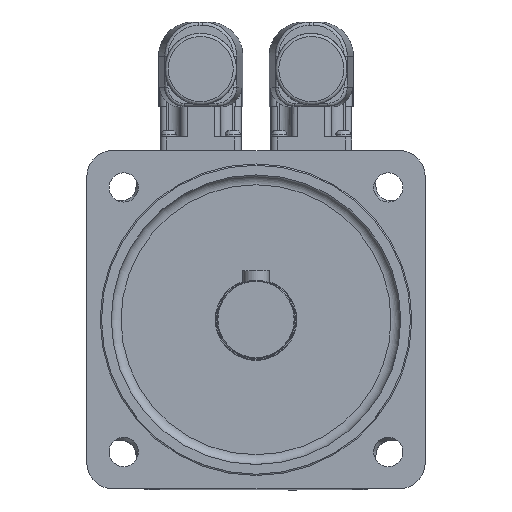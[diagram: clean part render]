
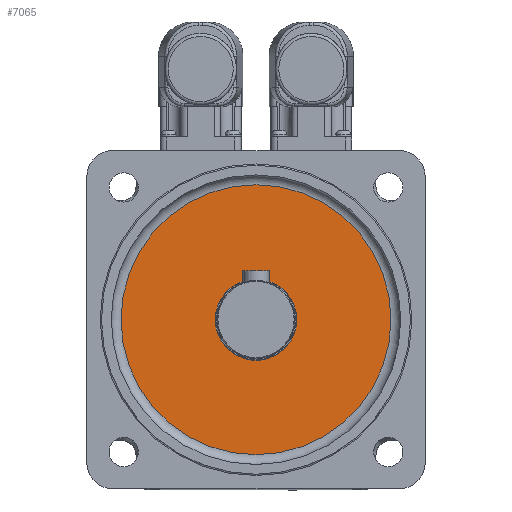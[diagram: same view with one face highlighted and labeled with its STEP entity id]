
A CAD part, top view. The second image highlights one B-rep face of the part: STEP entity #7065.
In plain terms, the highlighted planar face has unit normal (0, 0, 1).
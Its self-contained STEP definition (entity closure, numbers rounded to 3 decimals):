
#7038=CARTESIAN_POINT('',(0.,0.,-99.));
#7039=DIRECTION('',(0.0,0.0,-1.0));
#7040=DIRECTION('',(-1.0,0.0,0.0));
#7041=AXIS2_PLACEMENT_3D('',#7038,#7039,#7040);
#7042=PLANE('',#7041);
#7043=CARTESIAN_POINT('',(41.5,0.,-99.));
#7044=VERTEX_POINT('',#7043);
#7045=CARTESIAN_POINT('',(0.,0.,-99.));
#7046=DIRECTION('',(0.0,0.0,-1.0));
#7047=DIRECTION('',(-1.0,0.0,0.0));
#7048=AXIS2_PLACEMENT_3D('',#7045,#7046,#7047);
#7049=CIRCLE('',#7048,41.5);
#7050=EDGE_CURVE('',#7044,#7044,#7049,.T.);
#7051=ORIENTED_EDGE('',*,*,#7050,.F.);
#7052=EDGE_LOOP('',(#7051));
#7053=FACE_OUTER_BOUND('',#7052,.T.);
#7054=CARTESIAN_POINT('',(0.,12.5,-99.));
#7055=VERTEX_POINT('',#7054);
#7056=CARTESIAN_POINT('',(0.0,0.,-99.));
#7057=DIRECTION('',(0.0,0.0,-1.0));
#7058=DIRECTION('',(0.0,1.0,0.0));
#7059=AXIS2_PLACEMENT_3D('',#7056,#7057,#7058);
#7060=CIRCLE('',#7059,12.5);
#7061=EDGE_CURVE('',#7055,#7055,#7060,.T.);
#7062=ORIENTED_EDGE('',*,*,#7061,.T.);
#7063=EDGE_LOOP('',(#7062));
#7064=FACE_BOUND('',#7063,.T.);
#7065=ADVANCED_FACE('',(#7053,#7064),#7042,.F.);
